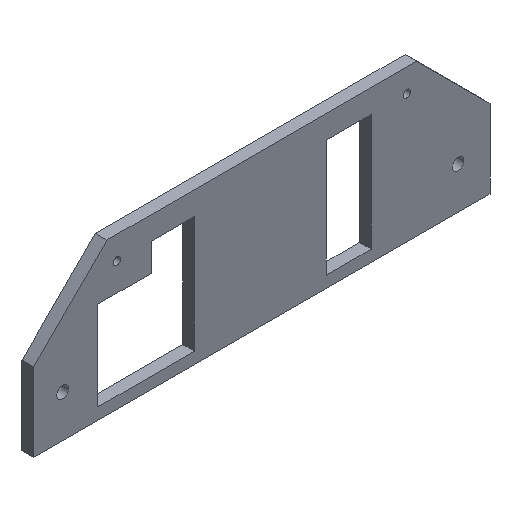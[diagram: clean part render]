
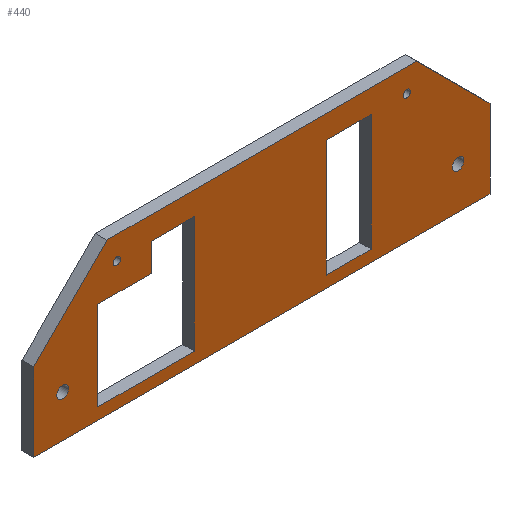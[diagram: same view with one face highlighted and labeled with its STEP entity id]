
A CAD part, isometric view. The second image highlights one B-rep face of the part: STEP entity #440.
In plain terms, the highlighted planar face has unit normal (0, -1, 0).
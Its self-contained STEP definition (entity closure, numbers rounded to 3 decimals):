
#19=CIRCLE('',#477,1.25);
#20=CIRCLE('',#478,1.25);
#21=CIRCLE('',#479,2.);
#22=CIRCLE('',#480,2.);
#27=FACE_BOUND('',#65,.T.);
#28=FACE_BOUND('',#66,.T.);
#29=FACE_BOUND('',#67,.T.);
#30=FACE_BOUND('',#68,.T.);
#31=FACE_BOUND('',#69,.T.);
#32=FACE_BOUND('',#70,.T.);
#42=FACE_OUTER_BOUND('',#64,.T.);
#64=EDGE_LOOP('',(#311,#312,#313,#314,#315,#316));
#65=EDGE_LOOP('',(#317,#318,#319,#320,#321,#322));
#66=EDGE_LOOP('',(#323,#324,#325,#326));
#67=EDGE_LOOP('',(#327));
#68=EDGE_LOOP('',(#328));
#69=EDGE_LOOP('',(#329));
#70=EDGE_LOOP('',(#330));
#96=LINE('',#623,#148);
#102=LINE('',#635,#154);
#105=LINE('',#641,#157);
#106=LINE('',#645,#158);
#107=LINE('',#647,#159);
#108=LINE('',#649,#160);
#109=LINE('',#651,#161);
#110=LINE('',#653,#162);
#111=LINE('',#654,#163);
#112=LINE('',#656,#164);
#113=LINE('',#658,#165);
#114=LINE('',#660,#166);
#115=LINE('',#662,#167);
#116=LINE('',#663,#168);
#117=LINE('',#665,#169);
#118=LINE('',#666,#170);
#148=VECTOR('',#508,10.);
#154=VECTOR('',#516,10.);
#157=VECTOR('',#521,10.);
#158=VECTOR('',#524,10.);
#159=VECTOR('',#525,10.);
#160=VECTOR('',#526,10.);
#161=VECTOR('',#527,10.);
#162=VECTOR('',#528,10.);
#163=VECTOR('',#529,10.);
#164=VECTOR('',#530,10.);
#165=VECTOR('',#531,10.);
#166=VECTOR('',#532,10.);
#167=VECTOR('',#533,10.);
#168=VECTOR('',#534,10.);
#169=VECTOR('',#535,10.);
#170=VECTOR('',#536,10.);
#199=VERTEX_POINT('',#619);
#201=VERTEX_POINT('',#622);
#204=VERTEX_POINT('',#629);
#206=VERTEX_POINT('',#633);
#208=VERTEX_POINT('',#639);
#209=VERTEX_POINT('',#643);
#210=VERTEX_POINT('',#644);
#211=VERTEX_POINT('',#646);
#212=VERTEX_POINT('',#648);
#213=VERTEX_POINT('',#650);
#214=VERTEX_POINT('',#652);
#215=VERTEX_POINT('',#655);
#216=VERTEX_POINT('',#657);
#217=VERTEX_POINT('',#659);
#218=VERTEX_POINT('',#661);
#219=VERTEX_POINT('',#664);
#220=VERTEX_POINT('',#667);
#221=VERTEX_POINT('',#669);
#222=VERTEX_POINT('',#671);
#223=VERTEX_POINT('',#673);
#240=EDGE_CURVE('',#199,#201,#96,.T.);
#246=EDGE_CURVE('',#206,#204,#102,.T.);
#249=EDGE_CURVE('',#199,#208,#105,.T.);
#250=EDGE_CURVE('',#209,#210,#106,.T.);
#251=EDGE_CURVE('',#210,#211,#107,.T.);
#252=EDGE_CURVE('',#211,#212,#108,.T.);
#253=EDGE_CURVE('',#212,#213,#109,.T.);
#254=EDGE_CURVE('',#213,#214,#110,.T.);
#255=EDGE_CURVE('',#214,#209,#111,.T.);
#256=EDGE_CURVE('',#206,#215,#112,.T.);
#257=EDGE_CURVE('',#215,#216,#113,.T.);
#258=EDGE_CURVE('',#216,#217,#114,.T.);
#259=EDGE_CURVE('',#217,#218,#115,.T.);
#260=EDGE_CURVE('',#218,#204,#116,.T.);
#261=EDGE_CURVE('',#208,#219,#117,.T.);
#262=EDGE_CURVE('',#219,#201,#118,.T.);
#263=EDGE_CURVE('',#220,#220,#19,.T.);
#264=EDGE_CURVE('',#221,#221,#20,.T.);
#265=EDGE_CURVE('',#222,#222,#21,.T.);
#266=EDGE_CURVE('',#223,#223,#22,.T.);
#311=ORIENTED_EDGE('',*,*,#250,.T.);
#312=ORIENTED_EDGE('',*,*,#251,.T.);
#313=ORIENTED_EDGE('',*,*,#252,.T.);
#314=ORIENTED_EDGE('',*,*,#253,.T.);
#315=ORIENTED_EDGE('',*,*,#254,.T.);
#316=ORIENTED_EDGE('',*,*,#255,.T.);
#317=ORIENTED_EDGE('',*,*,#256,.T.);
#318=ORIENTED_EDGE('',*,*,#257,.T.);
#319=ORIENTED_EDGE('',*,*,#258,.T.);
#320=ORIENTED_EDGE('',*,*,#259,.T.);
#321=ORIENTED_EDGE('',*,*,#260,.T.);
#322=ORIENTED_EDGE('',*,*,#246,.F.);
#323=ORIENTED_EDGE('',*,*,#249,.T.);
#324=ORIENTED_EDGE('',*,*,#261,.T.);
#325=ORIENTED_EDGE('',*,*,#262,.T.);
#326=ORIENTED_EDGE('',*,*,#240,.F.);
#327=ORIENTED_EDGE('',*,*,#263,.T.);
#328=ORIENTED_EDGE('',*,*,#264,.T.);
#329=ORIENTED_EDGE('',*,*,#265,.T.);
#330=ORIENTED_EDGE('',*,*,#266,.T.);
#422=PLANE('',#476);
#440=ADVANCED_FACE('',(#42,#27,#28,#29,#30,#31,#32),#422,.T.);
#476=AXIS2_PLACEMENT_3D('',#642,#522,#523);
#477=AXIS2_PLACEMENT_3D('',#668,#537,#538);
#478=AXIS2_PLACEMENT_3D('',#670,#539,#540);
#479=AXIS2_PLACEMENT_3D('',#672,#541,#542);
#480=AXIS2_PLACEMENT_3D('',#674,#543,#544);
#508=DIRECTION('',(1.,0.,0.));
#516=DIRECTION('',(1.,0.,0.));
#521=DIRECTION('',(0.,0.,1.));
#522=DIRECTION('center_axis',(0.,-1.,0.));
#523=DIRECTION('ref_axis',(1.,0.,0.));
#524=DIRECTION('',(1.,0.,0.));
#525=DIRECTION('',(0.,0.,1.));
#526=DIRECTION('',(-0.707,0.,0.707));
#527=DIRECTION('',(-1.,0.,0.));
#528=DIRECTION('',(-0.707,0.,-0.707));
#529=DIRECTION('',(0.,0.,-1.));
#530=DIRECTION('',(0.,0.,1.));
#531=DIRECTION('',(1.,0.,0.));
#532=DIRECTION('',(0.,0.,1.));
#533=DIRECTION('',(1.,0.,0.));
#534=DIRECTION('',(0.,0.,-1.));
#535=DIRECTION('',(1.,0.,0.));
#536=DIRECTION('',(0.,0.,-1.));
#537=DIRECTION('center_axis',(0.,1.,0.));
#538=DIRECTION('ref_axis',(1.,0.,0.));
#539=DIRECTION('center_axis',(0.,1.,0.));
#540=DIRECTION('ref_axis',(1.,0.,0.));
#541=DIRECTION('center_axis',(0.,1.,0.));
#542=DIRECTION('ref_axis',(1.,0.,0.));
#543=DIRECTION('center_axis',(0.,1.,0.));
#544=DIRECTION('ref_axis',(1.,0.,0.));
#619=CARTESIAN_POINT('',(75.,-13.,24.6));
#622=CARTESIAN_POINT('',(90.338,-13.,24.6));
#623=CARTESIAN_POINT('',(-3.,-13.,24.6));
#629=CARTESIAN_POINT('',(30.,-13.,24.6));
#633=CARTESIAN_POINT('',(-3.,-13.,24.6));
#635=CARTESIAN_POINT('',(-3.,-13.,24.6));
#639=CARTESIAN_POINT('',(75.,-13.,64.5));
#641=CARTESIAN_POINT('',(75.,-13.,19.447));
#642=CARTESIAN_POINT('Origin',(53.,-13.,33.894));
#643=CARTESIAN_POINT('',(-24.9,-13.,20.6));
#644=CARTESIAN_POINT('',(130.9,-13.,20.6));
#645=CARTESIAN_POINT('',(-3.,-13.,20.6));
#646=CARTESIAN_POINT('',(130.9,-13.,47.4));
#647=CARTESIAN_POINT('',(130.9,-13.,72.4));
#648=CARTESIAN_POINT('',(105.9,-13.,72.4));
#649=CARTESIAN_POINT('',(108.552,-13.,69.748));
#650=CARTESIAN_POINT('',(0.1,-13.,72.4));
#651=CARTESIAN_POINT('',(110.9,-13.,72.4));
#652=CARTESIAN_POINT('',(-24.9,-13.,47.4));
#653=CARTESIAN_POINT('',(-2.552,-13.,69.748));
#654=CARTESIAN_POINT('',(-24.9,-13.,-4.4));
#655=CARTESIAN_POINT('',(-3.,-13.,55.));
#656=CARTESIAN_POINT('',(-3.,-13.,24.447));
#657=CARTESIAN_POINT('',(15.212,-13.,55.));
#658=CARTESIAN_POINT('',(25.,-13.,55.));
#659=CARTESIAN_POINT('',(15.212,-13.,64.5));
#660=CARTESIAN_POINT('',(15.212,-13.,19.447));
#661=CARTESIAN_POINT('',(30.,-13.,64.5));
#662=CARTESIAN_POINT('',(34.106,-13.,64.5));
#663=CARTESIAN_POINT('',(30.,-13.,49.197));
#664=CARTESIAN_POINT('',(90.338,-13.,64.5));
#665=CARTESIAN_POINT('',(64.,-13.,64.5));
#666=CARTESIAN_POINT('',(90.338,-13.,49.197));
#667=CARTESIAN_POINT('',(2.25,-13.,64.5));
#668=CARTESIAN_POINT('Origin',(3.5,-13.,64.5));
#669=CARTESIAN_POINT('',(101.25,-13.,64.5));
#670=CARTESIAN_POINT('Origin',(102.5,-13.,64.5));
#671=CARTESIAN_POINT('',(-17.,-13.,35.));
#672=CARTESIAN_POINT('Origin',(-15.,-13.,35.));
#673=CARTESIAN_POINT('',(118.,-13.,35.));
#674=CARTESIAN_POINT('Origin',(120.,-13.,35.));
